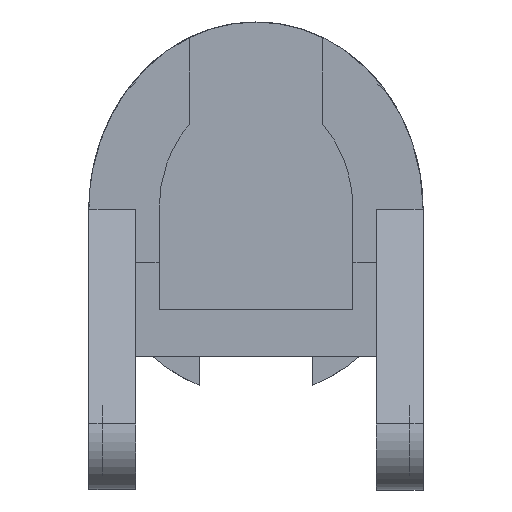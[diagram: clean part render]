
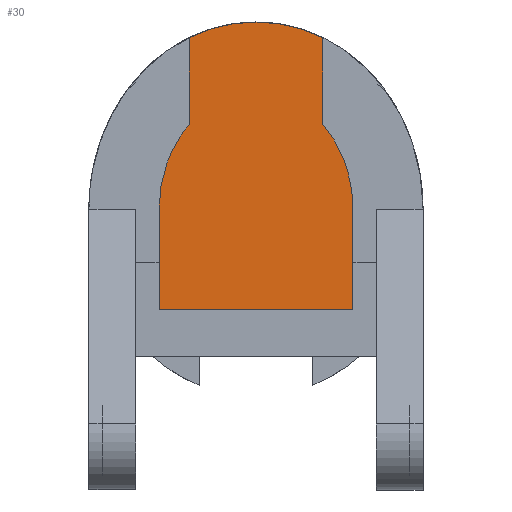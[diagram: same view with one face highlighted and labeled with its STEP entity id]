
A CAD part, front view. The second image highlights one B-rep face of the part: STEP entity #30.
In plain terms, the highlighted planar face has unit normal (0, -1, 0).
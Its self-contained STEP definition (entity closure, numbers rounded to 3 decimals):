
#2 = CARTESIAN_POINT ( 'NONE',  ( -3.53, -21., 28.825 ) ) ;
#20 = CARTESIAN_POINT ( 'NONE',  ( 10., -21., 25.662 ) ) ;
#30 = ADVANCED_FACE ( 'NONE', ( #1438 ), #3391, .T. ) ;
#55 = DIRECTION ( 'NONE',  ( 0., 0., -1. ) ) ;
#97 = CARTESIAN_POINT ( 'NONE',  ( 14.5, -21., 0. ) ) ;
#183 = ORIENTED_EDGE ( 'NONE', *, *, #1738, .F. ) ;
#234 = ORIENTED_EDGE ( 'NONE', *, *, #2436, .T. ) ;
#245 = VERTEX_POINT ( 'NONE', #3405 ) ;
#284 = ORIENTED_EDGE ( 'NONE', *, *, #3787, .T. ) ;
#309 = ORIENTED_EDGE ( 'NONE', *, *, #3876, .F. ) ;
#329 = CARTESIAN_POINT ( 'NONE',  ( -10., -21., 25.662 ) ) ;
#448 = CARTESIAN_POINT ( 'NONE',  ( -10.039, -21., 12.613 ) ) ;
#504 = DIRECTION ( 'NONE',  ( 0., -1., 0. ) ) ;
#712 = DIRECTION ( 'NONE',  ( 1., 0., 0. ) ) ;
#771 = LINE ( 'NONE', #3913, #2137 ) ;
#790 = CARTESIAN_POINT ( 'NONE',  ( -11.448, -21., 10.973 ) ) ;
#813 = VERTEX_POINT ( 'NONE', #3129 ) ;
#841 = CARTESIAN_POINT ( 'NONE',  ( 10., -21., 25.662 ) ) ;
#890 = CARTESIAN_POINT ( 'NONE',  ( 10., -21., 12.658 ) ) ;
#911 = CARTESIAN_POINT ( 'NONE',  ( 13.706, -21., 7.018 ) ) ;
#1031 = CARTESIAN_POINT ( 'NONE',  ( -14.5, -21., 0. ) ) ;
#1072 = ORIENTED_EDGE ( 'NONE', *, *, #2916, .T. ) ;
#1086 = B_SPLINE_CURVE_WITH_KNOTS ( 'NONE', 3,
 ( #1031, #3569, #3306, #790, #448, #1712 ),
 .UNSPECIFIED., .F., .F.,
 ( 4, 1, 1, 4 ),
 ( 1.571, 1.963, 2.356, 2.367 ),
 .UNSPECIFIED. ) ;
#1089 = VERTEX_POINT ( 'NONE', #2425 ) ;
#1111 = ORIENTED_EDGE ( 'NONE', *, *, #3300, .T. ) ;
#1148 = AXIS2_PLACEMENT_3D ( 'NONE', #1174, #504, #3026 ) ;
#1174 = CARTESIAN_POINT ( 'NONE',  ( 0., -21., 0. ) ) ;
#1342 = LINE ( 'NONE', #97, #3928 ) ;
#1379 = VERTEX_POINT ( 'NONE', #4023 ) ;
#1438 = FACE_OUTER_BOUND ( 'NONE', #4033, .T. ) ;
#1559 = LINE ( 'NONE', #2822, #2136 ) ;
#1712 = CARTESIAN_POINT ( 'NONE',  ( -10., -21., 12.658 ) ) ;
#1738 = EDGE_CURVE ( 'NONE', #2359, #813, #1559, .T. ) ;
#1800 = DIRECTION ( 'NONE',  ( 0., 0., -1. ) ) ;
#1998 = CARTESIAN_POINT ( 'NONE',  ( 0., -21., -15. ) ) ;
#2005 = VERTEX_POINT ( 'NONE', #2881 ) ;
#2135 = CARTESIAN_POINT ( 'NONE',  ( 14.5, -21., 2.339 ) ) ;
#2136 = VECTOR ( 'NONE', #4096, 1000. ) ;
#2137 = VECTOR ( 'NONE', #55, 1000. ) ;
#2138 = CARTESIAN_POINT ( 'NONE',  ( -14.5, -21., 0. ) ) ;
#2192 =( BOUNDED_CURVE ( )  B_SPLINE_CURVE ( 3, ( #20, #2884, #2, #329 ),
 .UNSPECIFIED., .F., .T. ) 
 B_SPLINE_CURVE_WITH_KNOTS ( ( 4, 4 ),
 ( 2.73, 3.553 ),
 .UNSPECIFIED. ) 
 CURVE ( )  GEOMETRIC_REPRESENTATION_ITEM ( )  RATIONAL_B_SPLINE_CURVE ( ( 1., 0.944, 0.944, 1. ) ) 
 REPRESENTATION_ITEM ( '' )  );
#2196 = VECTOR ( 'NONE', #712, 1000. ) ;
#2319 = VERTEX_POINT ( 'NONE', #2680 ) ;
#2359 = VERTEX_POINT ( 'NONE', #841 ) ;
#2425 = CARTESIAN_POINT ( 'NONE',  ( -10., -21., 12.658 ) ) ;
#2436 = EDGE_CURVE ( 'NONE', #1379, #2005, #1342, .T. ) ;
#2471 = VERTEX_POINT ( 'NONE', #2587 ) ;
#2560 = EDGE_CURVE ( 'NONE', #2319, #1089, #771, .T. ) ;
#2569 = DIRECTION ( 'NONE',  ( 0., 0., 1. ) ) ;
#2587 = CARTESIAN_POINT ( 'NONE',  ( -14.5, -21., -15. ) ) ;
#2680 = CARTESIAN_POINT ( 'NONE',  ( -10., -21., 25.662 ) ) ;
#2776 = CARTESIAN_POINT ( 'NONE',  ( 14.5, -21., 0. ) ) ;
#2822 = CARTESIAN_POINT ( 'NONE',  ( 10., -21., 28.013 ) ) ;
#2881 = CARTESIAN_POINT ( 'NONE',  ( 14.5, -21., 0. ) ) ;
#2884 = CARTESIAN_POINT ( 'NONE',  ( 3.53, -21., 28.825 ) ) ;
#2916 = EDGE_CURVE ( 'NONE', #245, #2471, #3721, .T. ) ;
#3003 = ORIENTED_EDGE ( 'NONE', *, *, #3221, .F. ) ;
#3026 = DIRECTION ( 'NONE',  ( 0., 0., -1. ) ) ;
#3129 = CARTESIAN_POINT ( 'NONE',  ( 10., -21., 12.658 ) ) ;
#3135 = B_SPLINE_CURVE_WITH_KNOTS ( 'NONE', 3,
 ( #890, #4030, #3394, #911, #2135, #2776 ),
 .UNSPECIFIED., .F., .F.,
 ( 4, 1, 1, 4 ),
 ( 3.916, 3.927, 4.32, 4.712 ),
 .UNSPECIFIED. ) ;
#3217 = ORIENTED_EDGE ( 'NONE', *, *, #2560, .T. ) ;
#3221 = EDGE_CURVE ( 'NONE', #813, #2005, #3135, .T. ) ;
#3300 = EDGE_CURVE ( 'NONE', #2471, #1379, #3960, .T. ) ;
#3306 = CARTESIAN_POINT ( 'NONE',  ( -13.706, -21., 7.018 ) ) ;
#3391 = PLANE ( 'NONE',  #1148 ) ;
#3394 = CARTESIAN_POINT ( 'NONE',  ( 11.448, -21., 10.973 ) ) ;
#3405 = CARTESIAN_POINT ( 'NONE',  ( -14.5, -21., 0. ) ) ;
#3569 = CARTESIAN_POINT ( 'NONE',  ( -14.5, -21., 2.339 ) ) ;
#3616 = VECTOR ( 'NONE', #1800, 1000. ) ;
#3721 = LINE ( 'NONE', #2138, #3616 ) ;
#3787 = EDGE_CURVE ( 'NONE', #2359, #2319, #2192, .T. ) ;
#3876 = EDGE_CURVE ( 'NONE', #245, #1089, #1086, .T. ) ;
#3913 = CARTESIAN_POINT ( 'NONE',  ( -10., -21., 28.013 ) ) ;
#3928 = VECTOR ( 'NONE', #2569, 1000. ) ;
#3960 = LINE ( 'NONE', #1998, #2196 ) ;
#4023 = CARTESIAN_POINT ( 'NONE',  ( 14.5, -21., -15. ) ) ;
#4030 = CARTESIAN_POINT ( 'NONE',  ( 10.039, -21., 12.613 ) ) ;
#4033 = EDGE_LOOP ( 'NONE', ( #3003, #183, #284, #3217, #309, #1072, #1111, #234 ) ) ;
#4096 = DIRECTION ( 'NONE',  ( 0., 0., -1. ) ) ;
